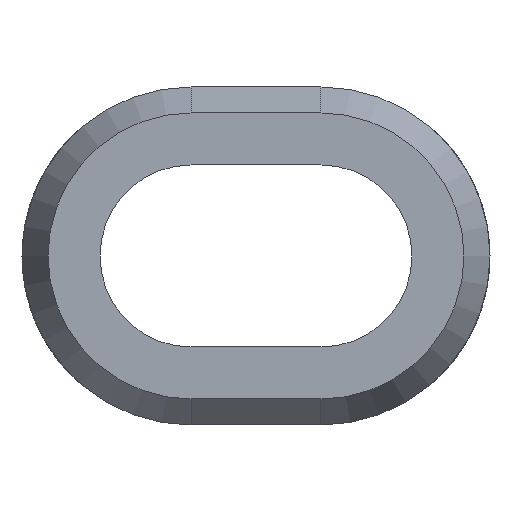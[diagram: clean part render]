
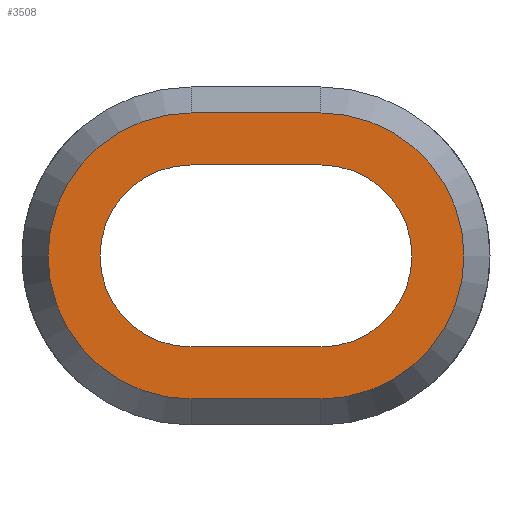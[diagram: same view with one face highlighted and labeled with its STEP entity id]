
A CAD part, front view. The second image highlights one B-rep face of the part: STEP entity #3508.
In plain terms, the highlighted planar face has unit normal (0, -1, 0).
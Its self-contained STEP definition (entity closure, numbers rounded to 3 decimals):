
#58 = VERTEX_POINT ( 'NONE', #3462 ) ;
#74 = FACE_OUTER_BOUND ( 'NONE', #3289, .T. ) ;
#117 = AXIS2_PLACEMENT_3D ( 'NONE', #3832, #1637, #3445 ) ;
#506 = VECTOR ( 'NONE', #2995, 1000. ) ;
#599 = CARTESIAN_POINT ( 'NONE',  ( 5., 0., 7. ) ) ;
#612 = ORIENTED_EDGE ( 'NONE', *, *, #3090, .T. ) ;
#645 = LINE ( 'NONE', #2145, #2846 ) ;
#720 = DIRECTION ( 'NONE',  ( 0., 0., 1. ) ) ;
#751 = AXIS2_PLACEMENT_3D ( 'NONE', #1177, #3385, #1529 ) ;
#1084 = DIRECTION ( 'NONE',  ( 0., -1., 0. ) ) ;
#1108 = VECTOR ( 'NONE', #3223, 1000. ) ;
#1119 = DIRECTION ( 'NONE',  ( 0., 0., 1. ) ) ;
#1128 = VERTEX_POINT ( 'NONE', #599 ) ;
#1141 = EDGE_CURVE ( 'NONE', #2674, #4729, #3902, .T. ) ;
#1162 = CARTESIAN_POINT ( 'NONE',  ( -5., 0., -7. ) ) ;
#1177 = CARTESIAN_POINT ( 'NONE',  ( 5., 0., 0. ) ) ;
#1178 = VERTEX_POINT ( 'NONE', #1832 ) ;
#1265 = DIRECTION ( 'NONE',  ( 0., 0., 1. ) ) ;
#1273 = VECTOR ( 'NONE', #2079, 1000. ) ;
#1314 = ORIENTED_EDGE ( 'NONE', *, *, #1141, .F. ) ;
#1364 = CIRCLE ( 'NONE', #117, 7. ) ;
#1388 = ORIENTED_EDGE ( 'NONE', *, *, #2131, .T. ) ;
#1506 = EDGE_CURVE ( 'NONE', #1128, #4729, #2706, .T. ) ;
#1527 = ORIENTED_EDGE ( 'NONE', *, *, #2260, .T. ) ;
#1529 = DIRECTION ( 'NONE',  ( 0., 0., 1. ) ) ;
#1571 = FACE_BOUND ( 'NONE', #4119, .T. ) ;
#1613 = AXIS2_PLACEMENT_3D ( 'NONE', #2983, #4446, #1119 ) ;
#1637 = DIRECTION ( 'NONE',  ( 0., 1., 0. ) ) ;
#1734 = CARTESIAN_POINT ( 'NONE',  ( 0., 0., 11. ) ) ;
#1832 = CARTESIAN_POINT ( 'NONE',  ( -5., 0., 11. ) ) ;
#1854 = CARTESIAN_POINT ( 'NONE',  ( -5., 0., 0. ) ) ;
#1935 = EDGE_CURVE ( 'NONE', #4187, #58, #3720, .T. ) ;
#2007 = CARTESIAN_POINT ( 'NONE',  ( -5., 0., -11. ) ) ;
#2079 = DIRECTION ( 'NONE',  ( 1., 0., 0. ) ) ;
#2112 = VERTEX_POINT ( 'NONE', #2007 ) ;
#2131 = EDGE_CURVE ( 'NONE', #2674, #2326, #1364, .T. ) ;
#2145 = CARTESIAN_POINT ( 'NONE',  ( 5., 0., -11. ) ) ;
#2208 = CIRCLE ( 'NONE', #3219, 11. ) ;
#2260 = EDGE_CURVE ( 'NONE', #2112, #4187, #645, .T. ) ;
#2326 = VERTEX_POINT ( 'NONE', #3031 ) ;
#2330 = LINE ( 'NONE', #3777, #506 ) ;
#2488 = CARTESIAN_POINT ( 'NONE',  ( 0., 0., -7. ) ) ;
#2674 = VERTEX_POINT ( 'NONE', #1162 ) ;
#2706 = CIRCLE ( 'NONE', #751, 7. ) ;
#2807 = LINE ( 'NONE', #1734, #1108 ) ;
#2846 = VECTOR ( 'NONE', #3633, 1000. ) ;
#2983 = CARTESIAN_POINT ( 'NONE',  ( 5., 0., 0. ) ) ;
#2995 = DIRECTION ( 'NONE',  ( 1., 0., 0. ) ) ;
#3031 = CARTESIAN_POINT ( 'NONE',  ( -5., 0., 7. ) ) ;
#3090 = EDGE_CURVE ( 'NONE', #2326, #1128, #2330, .T. ) ;
#3130 = PLANE ( 'NONE',  #3630 ) ;
#3219 = AXIS2_PLACEMENT_3D ( 'NONE', #1854, #1084, #720 ) ;
#3223 = DIRECTION ( 'NONE',  ( -1., 0., 0. ) ) ;
#3289 = EDGE_LOOP ( 'NONE', ( #1527, #4506, #4140, #4760 ) ) ;
#3385 = DIRECTION ( 'NONE',  ( 0., 1., 0. ) ) ;
#3445 = DIRECTION ( 'NONE',  ( 0., 0., 1. ) ) ;
#3462 = CARTESIAN_POINT ( 'NONE',  ( 5., 0., 11. ) ) ;
#3508 = ADVANCED_FACE ( 'NONE', ( #74, #1571 ), #3130, .F. ) ;
#3614 = ORIENTED_EDGE ( 'NONE', *, *, #1506, .T. ) ;
#3630 = AXIS2_PLACEMENT_3D ( 'NONE', #4621, #4527, #1265 ) ;
#3633 = DIRECTION ( 'NONE',  ( 1., 0., 0. ) ) ;
#3720 = CIRCLE ( 'NONE', #1613, 11. ) ;
#3777 = CARTESIAN_POINT ( 'NONE',  ( 0., 0., 7. ) ) ;
#3832 = CARTESIAN_POINT ( 'NONE',  ( -5., 0., 0. ) ) ;
#3902 = LINE ( 'NONE', #2488, #1273 ) ;
#3954 = CARTESIAN_POINT ( 'NONE',  ( 5., 0., -7. ) ) ;
#4119 = EDGE_LOOP ( 'NONE', ( #3614, #1314, #1388, #612 ) ) ;
#4140 = ORIENTED_EDGE ( 'NONE', *, *, #4732, .T. ) ;
#4170 = EDGE_CURVE ( 'NONE', #1178, #2112, #2208, .T. ) ;
#4187 = VERTEX_POINT ( 'NONE', #4365 ) ;
#4365 = CARTESIAN_POINT ( 'NONE',  ( 5., 0., -11. ) ) ;
#4446 = DIRECTION ( 'NONE',  ( 0., -1., 0. ) ) ;
#4506 = ORIENTED_EDGE ( 'NONE', *, *, #1935, .T. ) ;
#4527 = DIRECTION ( 'NONE',  ( 0., 1., 0. ) ) ;
#4621 = CARTESIAN_POINT ( 'NONE',  ( 0., 0., 0. ) ) ;
#4729 = VERTEX_POINT ( 'NONE', #3954 ) ;
#4732 = EDGE_CURVE ( 'NONE', #58, #1178, #2807, .T. ) ;
#4760 = ORIENTED_EDGE ( 'NONE', *, *, #4170, .T. ) ;
